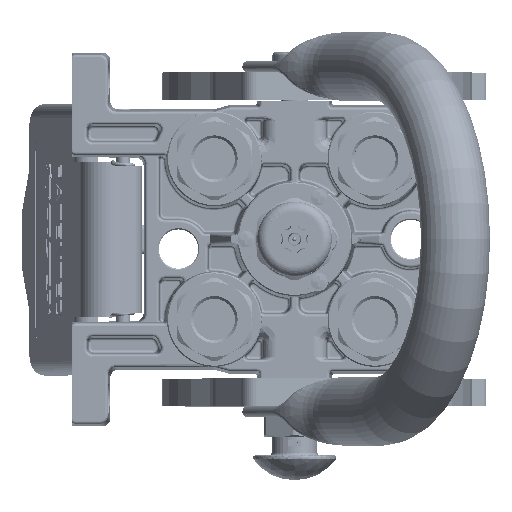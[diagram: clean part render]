
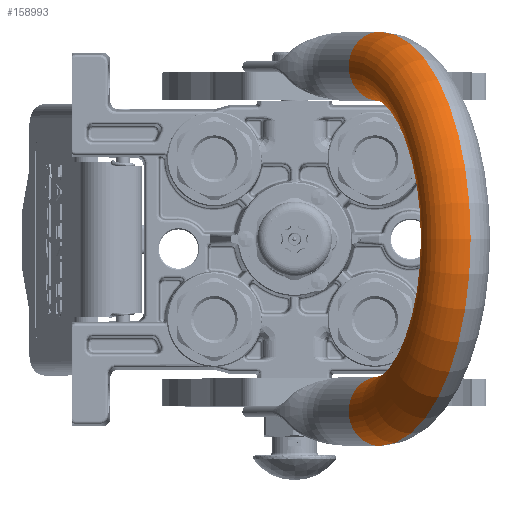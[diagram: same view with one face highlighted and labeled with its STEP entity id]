
A CAD part, top view. The second image highlights one B-rep face of the part: STEP entity #158993.
In plain terms, the highlighted toroidal (fillet/blend) face has major radius 62.25 mm and minor radius 12.5 mm.
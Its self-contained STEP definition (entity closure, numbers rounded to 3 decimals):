
#1048 = CIRCLE ( 'NONE', #4923, 49.75 ) ;
#4923 = AXIS2_PLACEMENT_3D ( 'NONE', #121428, #56503, #91445 ) ;
#24324 = ORIENTED_EDGE ( 'NONE', *, *, #121538, .F. ) ;
#28130 = ORIENTED_EDGE ( 'NONE', *, *, #54908, .T. ) ;
#29708 = DIRECTION ( 'NONE',  ( 1., 0., 0. ) ) ;
#37645 = VERTEX_POINT ( 'NONE', #198795 ) ;
#43001 = EDGE_CURVE ( 'NONE', #140039, #55643, #74604, .T. ) ;
#44731 = CARTESIAN_POINT ( 'NONE',  ( 62.25, 0., 25.25 ) ) ;
#49573 = CARTESIAN_POINT ( 'NONE',  ( -74.75, 0., 25.25 ) ) ;
#54908 = EDGE_CURVE ( 'NONE', #55643, #37645, #1048, .T. ) ;
#55643 = VERTEX_POINT ( 'NONE', #127632 ) ;
#56503 = DIRECTION ( 'NONE',  ( 0., 1., 0. ) ) ;
#66128 = DIRECTION ( 'NONE',  ( 1., 0., 0. ) ) ;
#67980 = VERTEX_POINT ( 'NONE', #155198 ) ;
#68242 = FACE_OUTER_BOUND ( 'NONE', #135716, .T. ) ;
#74604 = CIRCLE ( 'NONE', #189280, 12.5 ) ;
#77140 = AXIS2_PLACEMENT_3D ( 'NONE', #164417, #81653, #195733 ) ;
#81653 = DIRECTION ( 'NONE',  ( 0., 1., 0. ) ) ;
#86236 = DIRECTION ( 'NONE',  ( -1., 0., 0. ) ) ;
#91445 = DIRECTION ( 'NONE',  ( -1., 0., 0. ) ) ;
#114581 = DIRECTION ( 'NONE',  ( 0., 1., 0. ) ) ;
#121428 = CARTESIAN_POINT ( 'NONE',  ( 0., 0., 25.25 ) ) ;
#121538 = EDGE_CURVE ( 'NONE', #67980, #37645, #173431, .T. ) ;
#122946 = CIRCLE ( 'NONE', #77140, 74.75 ) ;
#127632 = CARTESIAN_POINT ( 'NONE',  ( -49.75, 0., 25.25 ) ) ;
#130158 = AXIS2_PLACEMENT_3D ( 'NONE', #44731, #193745, #29708 ) ;
#135716 = EDGE_LOOP ( 'NONE', ( #28130, #24324, #156430, #201930 ) ) ;
#136918 = DIRECTION ( 'NONE',  ( 0., 0., 1. ) ) ;
#140039 = VERTEX_POINT ( 'NONE', #49573 ) ;
#155198 = CARTESIAN_POINT ( 'NONE',  ( 74.75, 0., 25.25 ) ) ;
#156430 = ORIENTED_EDGE ( 'NONE', *, *, #170621, .F. ) ;
#158993 = ADVANCED_FACE ( 'NONE', ( #68242 ), #172652, .T. ) ;
#164417 = CARTESIAN_POINT ( 'NONE',  ( 0., 0., 25.25 ) ) ;
#170621 = EDGE_CURVE ( 'NONE', #140039, #67980, #122946, .T. ) ;
#172652 = TOROIDAL_SURFACE ( 'NONE', #205477, 62.25, 12.5 ) ;
#173431 = CIRCLE ( 'NONE', #130158, 12.5 ) ;
#189280 = AXIS2_PLACEMENT_3D ( 'NONE', #199659, #136918, #86236 ) ;
#193745 = DIRECTION ( 'NONE',  ( 0., 0., -1. ) ) ;
#195733 = DIRECTION ( 'NONE',  ( -1., 0., 0. ) ) ;
#198795 = CARTESIAN_POINT ( 'NONE',  ( 49.75, 0., 25.25 ) ) ;
#199659 = CARTESIAN_POINT ( 'NONE',  ( -62.25, 0., 25.25 ) ) ;
#201930 = ORIENTED_EDGE ( 'NONE', *, *, #43001, .T. ) ;
#205477 = AXIS2_PLACEMENT_3D ( 'NONE', #210919, #114581, #66128 ) ;
#210919 = CARTESIAN_POINT ( 'NONE',  ( 0., 0., 25.25 ) ) ;
